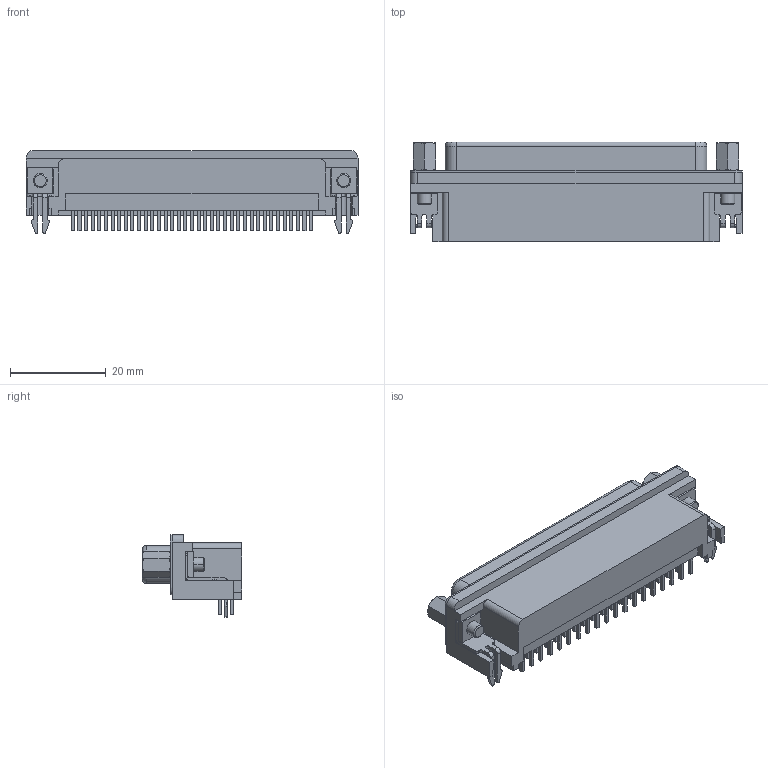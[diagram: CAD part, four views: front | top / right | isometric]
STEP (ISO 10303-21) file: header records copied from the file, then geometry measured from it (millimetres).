
FILE_DESCRIPTION((''),'2;1');
FILE_NAME('TYCO_3-1634587-2.stp','2013-01-17T12:11:55',(''),(''),'Mechanical Desktop 2011','Mechanical Desktop 2011',', , ');
FILE_SCHEMA(('AUTOMOTIVE_DESIGN { 1 2 10303 214 1 1 1 1 }'));
Length unit declared in the file: millimetre
Products named in the file (1): Product
Bounding box: 69.5 x 20.88 x 17.37 mm (x, y, z)
Volume: 13091.3 mm3; surface area: 10512.2 mm2
Topology: 49 solids, 49 shells, 642 faces, 1414 edges, 904 vertices
Faces by surface type: plane 398, cylinder 142, cone 94, bspline 8
Entity records: 17512 total; most frequent: CARTESIAN_POINT 3093, DIRECTION 3038, ORIENTED_EDGE 2820, EDGE_CURVE 1410, AXIS2_PLACEMENT_3D 1017, VECTOR 1004, LINE 1004, VERTEX_POINT 904
